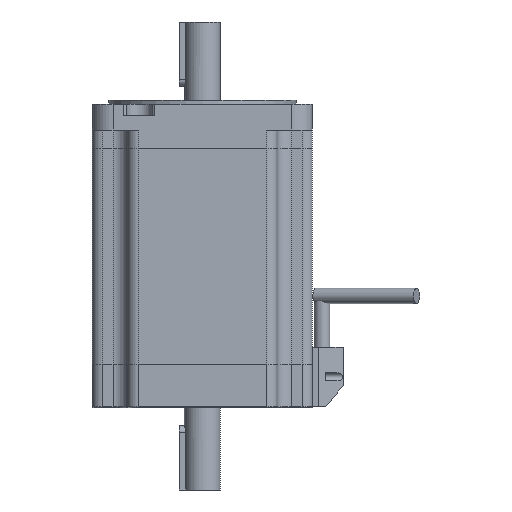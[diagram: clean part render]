
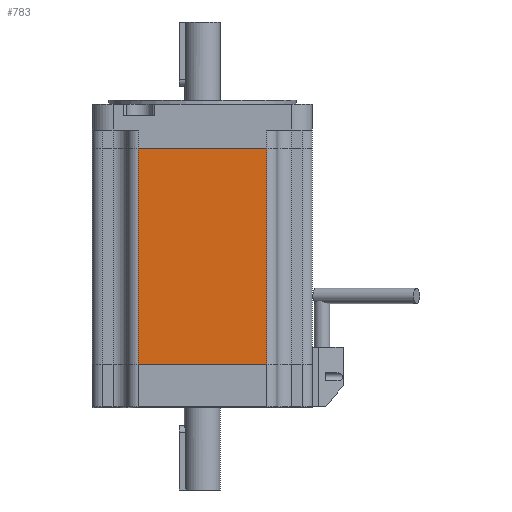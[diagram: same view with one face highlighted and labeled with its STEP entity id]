
A CAD part, left-side view. The second image highlights one B-rep face of the part: STEP entity #783.
In plain terms, the highlighted planar face has unit normal (-1, 0, 0).
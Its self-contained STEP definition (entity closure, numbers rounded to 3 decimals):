
#783=ADVANCED_FACE('',(#1143),#995,.F.);
#995=PLANE('',#4800);
#1143=FACE_OUTER_BOUND('',#1397,.T.);
#1397=EDGE_LOOP('',(#2126,#2127,#2128,#2129));
#2126=ORIENTED_EDGE('',*,*,#3483,.T.);
#2127=ORIENTED_EDGE('',*,*,#3530,.T.);
#2128=ORIENTED_EDGE('',*,*,#3506,.T.);
#2129=ORIENTED_EDGE('',*,*,#3529,.T.);
#2999=VERTEX_POINT('',#6934);
#3000=VERTEX_POINT('',#6936);
#3022=VERTEX_POINT('',#6981);
#3023=VERTEX_POINT('',#6983);
#3483=EDGE_CURVE('',#3000,#2999,#4010,.T.);
#3506=EDGE_CURVE('',#3023,#3022,#4020,.T.);
#3529=EDGE_CURVE('',#3022,#3000,#4032,.T.);
#3530=EDGE_CURVE('',#2999,#3023,#4033,.T.);
#4010=LINE('',#6935,#4367);
#4020=LINE('',#6982,#4377);
#4032=LINE('',#7027,#4389);
#4033=LINE('',#7029,#4390);
#4367=VECTOR('',#5563,1.);
#4377=VECTOR('',#5601,1.);
#4389=VECTOR('',#5637,1.);
#4390=VECTOR('',#5640,1.);
#4800=AXIS2_PLACEMENT_3D('',#7052,#5674,#5675);
#5563=DIRECTION('',(0.,-1.,0.));
#5601=DIRECTION('',(0.,1.,0.));
#5637=DIRECTION('',(0.,0.,-1.));
#5640=DIRECTION('',(0.,0.,1.));
#5674=DIRECTION('',(1.,0.,0.));
#5675=DIRECTION('',(0.,0.,-1.));
#6934=CARTESIAN_POINT('',(-42.75,-24.94,-101.));
#6935=CARTESIAN_POINT('',(-42.75,0.06,-101.));
#6936=CARTESIAN_POINT('',(-42.75,25.06,-101.));
#6981=CARTESIAN_POINT('',(-42.75,25.06,-17.));
#6982=CARTESIAN_POINT('',(-42.75,-34.69,-17.));
#6983=CARTESIAN_POINT('',(-42.75,-24.94,-17.));
#7027=CARTESIAN_POINT('',(-42.75,25.06,-118.));
#7029=CARTESIAN_POINT('',(-42.75,-24.94,-118.));
#7052=CARTESIAN_POINT('',(-42.75,-34.69,-118.));
